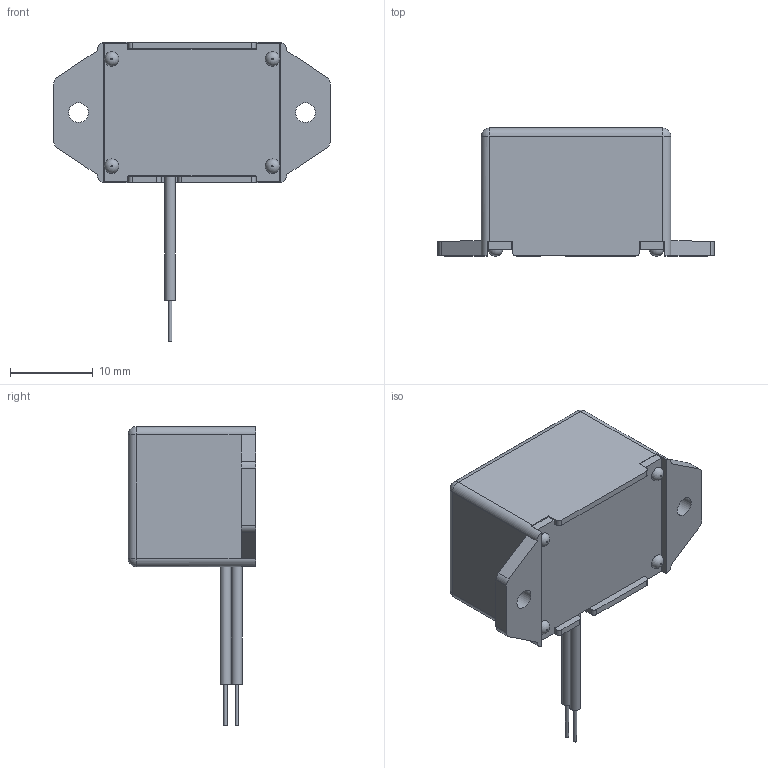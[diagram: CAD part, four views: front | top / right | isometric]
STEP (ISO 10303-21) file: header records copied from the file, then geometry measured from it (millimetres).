
FILE_DESCRIPTION(/* description */ ('Alibre Inc.'),/* implementation_level */ '2;1');
FILE_NAME(/* name */ 'export0',/* time_stamp */ '2018-04-27T19:29:56-05:00',/* author */ (''),/* organization */ (''),/* preprocessor_version */ 'ST-DEVELOPER v14',/* originating_system */ 'Alibre',/* authorisation */ '');
FILE_SCHEMA (('AUTOMOTIVE_DESIGN'));
Length unit declared in the file: centimetre
Bounding box: 33.5 x 15.5 x 36.25 mm (x, y, z)
Volume: 1591.6 mm3; surface area: 4174 mm2
Topology: 3 solids, 3 shells, 124 faces, 336 edges, 216 vertices
Faces by surface type: plane 88, cylinder 28, sphere 4, torus 4
Full cylindrical faces by diameter (mm): 0.4 x2, 1.3 x2, 2.4 x2
Entity records: 3619 total; most frequent: CARTESIAN_POINT 631, ORIENTED_EDGE 628, DIRECTION 527, EDGE_CURVE 314, VECTOR 232, LINE 232, VERTEX_POINT 208, AXIS2_PLACEMENT_3D 191
